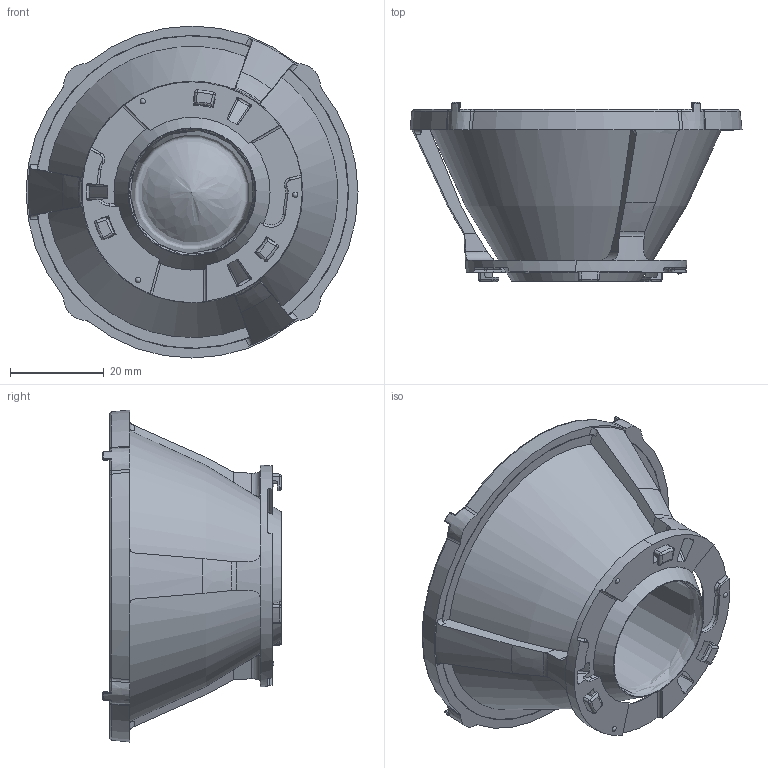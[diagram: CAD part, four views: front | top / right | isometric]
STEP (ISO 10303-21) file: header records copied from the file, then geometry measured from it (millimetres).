
FILE_DESCRIPTION(('STEP AP203'),'1');
FILE_NAME('200828_X74359_3D_LLS66CLV Set Lens Vector Commercial_IndA.stp','2020-08-31T15:22:19',(' '),(' '),'Spatial InterOp 3D',' ',' ');
FILE_SCHEMA(('CONFIG_CONTROL_DESIGN'));
Length unit declared in the file: millimetre
Products named in the file (3): 200828_X74359_3D_LLS66CLV Set Lens Vector Commercial_IndA; LLC66N_3D commercial - Copie; 200108_X74065_3D_LLH66CLV_IndC
Assembly tree (2 placements, depth 2):
  200828_X74359_3D_LLS66CLV Set Lens Vector Commercial_IndA
    LLC66N_3D commercial - Copie
    200108_X74065_3D_LLH66CLV_IndC
Bounding box: 70.79 x 38.16 x 70.79 mm (x, y, z)
Volume: 48570 mm3; surface area: 20094.5 mm2
Topology: 2 solids, 2 shells, 543 faces, 1425 edges, 890 vertices
Faces by surface type: plane 132, bspline 117, extrusion 113, torus 50, cone 47, cylinder 45, sphere 23, revolution 16
Full cylindrical faces by diameter (mm): 66.648 x1
Entity records: 99786 total; most frequent: CARTESIAN_POINT 87974, ORIENTED_EDGE 2818, DIRECTION 1688, EDGE_CURVE 1409, VERTEX_POINT 888, B_SPLINE_CURVE_WITH_KNOTS 867, AXIS2_PLACEMENT_3D 606, EDGE_LOOP 573
